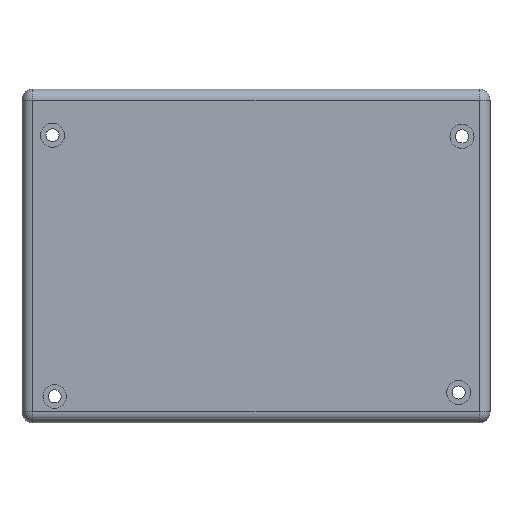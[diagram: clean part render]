
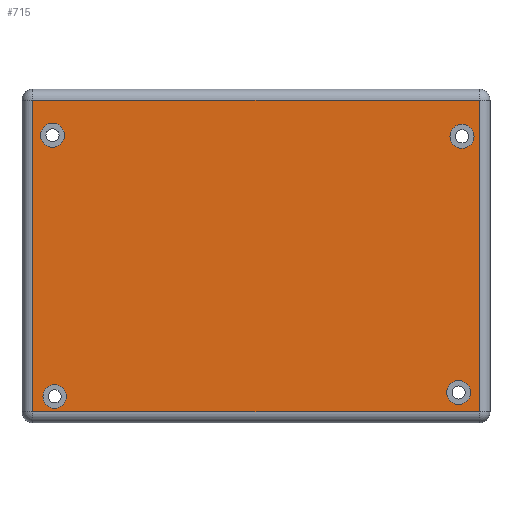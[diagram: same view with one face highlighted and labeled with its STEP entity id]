
A CAD part, front view. The second image highlights one B-rep face of the part: STEP entity #715.
In plain terms, the highlighted planar face has unit normal (0, -1, 0).
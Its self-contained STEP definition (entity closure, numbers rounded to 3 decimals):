
#15=FACE_BOUND('',#155,.T.);
#16=FACE_BOUND('',#156,.T.);
#17=FACE_BOUND('',#157,.T.);
#18=FACE_BOUND('',#158,.T.);
#48=CIRCLE('',#777,2.7);
#49=CIRCLE('',#778,2.75);
#50=CIRCLE('',#779,2.75);
#51=CIRCLE('',#780,2.75);
#109=FACE_OUTER_BOUND('',#154,.T.);
#154=EDGE_LOOP('',(#575,#576,#577,#578));
#155=EDGE_LOOP('',(#579));
#156=EDGE_LOOP('',(#580));
#157=EDGE_LOOP('',(#581));
#158=EDGE_LOOP('',(#582));
#224=LINE('',#1116,#288);
#226=LINE('',#1124,#290);
#228=LINE('',#1132,#292);
#230=LINE('',#1139,#294);
#288=VECTOR('',#887,10.);
#290=VECTOR('',#895,10.);
#292=VECTOR('',#903,10.);
#294=VECTOR('',#911,10.);
#339=VERTEX_POINT('',#1109);
#342=VERTEX_POINT('',#1114);
#343=VERTEX_POINT('',#1118);
#346=VERTEX_POINT('',#1126);
#356=VERTEX_POINT('',#1167);
#357=VERTEX_POINT('',#1169);
#358=VERTEX_POINT('',#1171);
#359=VERTEX_POINT('',#1173);
#414=EDGE_CURVE('',#342,#339,#224,.T.);
#418=EDGE_CURVE('',#339,#343,#226,.T.);
#422=EDGE_CURVE('',#343,#346,#228,.T.);
#426=EDGE_CURVE('',#346,#342,#230,.T.);
#440=EDGE_CURVE('',#356,#356,#48,.T.);
#441=EDGE_CURVE('',#357,#357,#49,.T.);
#442=EDGE_CURVE('',#358,#358,#50,.T.);
#443=EDGE_CURVE('',#359,#359,#51,.T.);
#575=ORIENTED_EDGE('',*,*,#414,.F.);
#576=ORIENTED_EDGE('',*,*,#426,.F.);
#577=ORIENTED_EDGE('',*,*,#422,.F.);
#578=ORIENTED_EDGE('',*,*,#418,.F.);
#579=ORIENTED_EDGE('',*,*,#440,.T.);
#580=ORIENTED_EDGE('',*,*,#441,.T.);
#581=ORIENTED_EDGE('',*,*,#442,.T.);
#582=ORIENTED_EDGE('',*,*,#443,.T.);
#680=PLANE('',#776);
#715=ADVANCED_FACE('',(#109,#15,#16,#17,#18),#680,.F.);
#776=AXIS2_PLACEMENT_3D('',#1166,#947,#948);
#777=AXIS2_PLACEMENT_3D('',#1168,#949,#950);
#778=AXIS2_PLACEMENT_3D('',#1170,#951,#952);
#779=AXIS2_PLACEMENT_3D('',#1172,#953,#954);
#780=AXIS2_PLACEMENT_3D('',#1174,#955,#956);
#887=DIRECTION('',(1.,0.,0.));
#895=DIRECTION('',(0.,0.,-1.));
#903=DIRECTION('',(-1.,0.,0.));
#911=DIRECTION('',(0.,0.,1.));
#947=DIRECTION('center_axis',(0.,1.,0.));
#948=DIRECTION('ref_axis',(1.,0.,0.));
#949=DIRECTION('center_axis',(0.,1.,0.));
#950=DIRECTION('ref_axis',(1.,0.,0.));
#951=DIRECTION('center_axis',(0.,1.,0.));
#952=DIRECTION('ref_axis',(1.,0.,0.));
#953=DIRECTION('center_axis',(0.,1.,0.));
#954=DIRECTION('ref_axis',(1.,0.,0.));
#955=DIRECTION('center_axis',(0.,1.,0.));
#956=DIRECTION('ref_axis',(1.,0.,0.));
#1109=CARTESIAN_POINT('',(190.123,0.,77.009));
#1114=CARTESIAN_POINT('',(88.253,0.,77.009));
#1116=CARTESIAN_POINT('',(112.471,0.,77.009));
#1118=CARTESIAN_POINT('',(190.123,0.,5.8));
#1124=CARTESIAN_POINT('',(190.123,0.,60.457));
#1126=CARTESIAN_POINT('',(88.253,0.,5.8));
#1132=CARTESIAN_POINT('',(165.905,0.,5.8));
#1139=CARTESIAN_POINT('',(88.253,0.,22.352));
#1166=CARTESIAN_POINT('Origin',(139.188,0.,41.405));
#1167=CARTESIAN_POINT('',(90.532,0.,9.343));
#1168=CARTESIAN_POINT('Origin',(93.232,0.,9.343));
#1169=CARTESIAN_POINT('',(182.705,0.,10.23));
#1170=CARTESIAN_POINT('Origin',(185.455,0.,10.23));
#1171=CARTESIAN_POINT('',(89.974,0.,68.982));
#1172=CARTESIAN_POINT('Origin',(92.724,0.,68.982));
#1173=CARTESIAN_POINT('',(183.472,0.,68.728));
#1174=CARTESIAN_POINT('Origin',(186.222,0.,68.728));
